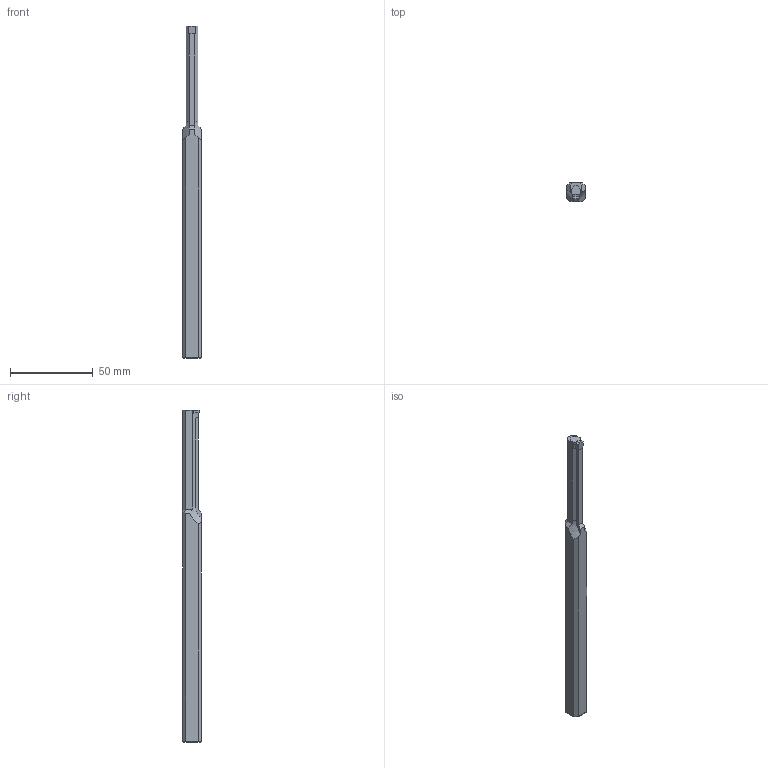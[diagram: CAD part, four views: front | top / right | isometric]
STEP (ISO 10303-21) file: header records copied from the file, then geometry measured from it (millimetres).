
FILE_DESCRIPTION(/* description */ (''),/* implementation_level */ '2;1');
FILE_NAME(/* name */ 'PHZ901107_06_SIM.stp',/* time_stamp */ '2019-09-27T09:52:31+02:00',/* author */ (''),/* organization */ (''),/* preprocessor_version */ 'ST-DEVELOPER v16.7',/* originating_system */ 'SIEMENS PLM Software NX 12.0',/* authorisation */ '');
FILE_SCHEMA (('AUTOMOTIVE_DESIGN { 1 0 10303 214 3 1 1 1 }'));
Length unit declared in the file: millimetre
Products named in the file (1): fo341530CCCFh6m8
Bounding box: 11.3 x 11.3 x 200.1 mm (x, y, z)
Volume: 19861.6 mm3; surface area: 7707.7 mm2
Topology: 2 solids, 2 shells, 53 faces, 135 edges, 86 vertices
Faces by surface type: plane 50, cone 2, cylinder 1
Entity records: 1608 total; most frequent: CARTESIAN_POINT 293, ORIENTED_EDGE 270, DIRECTION 247, EDGE_CURVE 135, LINE 119, VECTOR 119, VERTEX_POINT 86, AXIS2_PLACEMENT_3D 64
